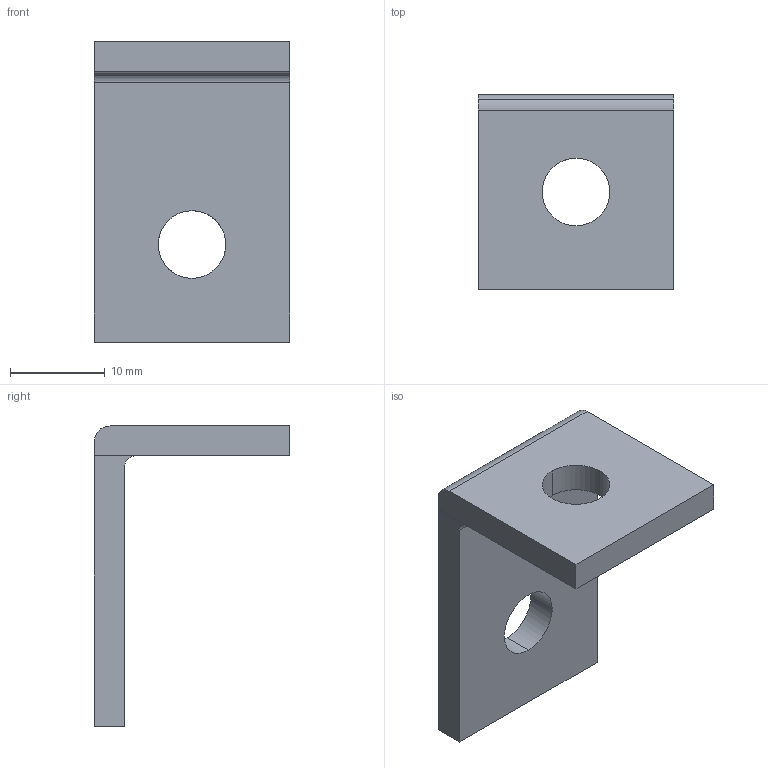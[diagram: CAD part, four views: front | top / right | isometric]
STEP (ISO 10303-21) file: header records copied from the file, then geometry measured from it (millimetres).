
FILE_DESCRIPTION(('TurboCAD Mac Pro'),'Build 980');
FILE_NAME('P6068.stp',' ',(''),(''),'ACIS Interop','IMSI','TurboCAD Mac Pro BY IMSI, INCORPORATED');
FILE_SCHEMA(('automotive_design'));
Length unit declared in the file: inch
Products named in the file (1): 1
Bounding box: 20.64 x 20.64 x 31.75 mm (x, y, z)
Volume: 2963.7 mm3; surface area: 2431.6 mm2
Topology: 1 solids, 1 shells, 21 faces, 57 edges, 38 vertices
Faces by surface type: plane 9, bspline 8, cylinder 4
Entity records: 907 total; most frequent: CARTESIAN_POINT 221, ORIENTED_EDGE 114, DIRECTION 77, EDGE_CURVE 57, VERTEX_POINT 38, LINE 33, VECTOR 33, EDGE_LOOP 25
